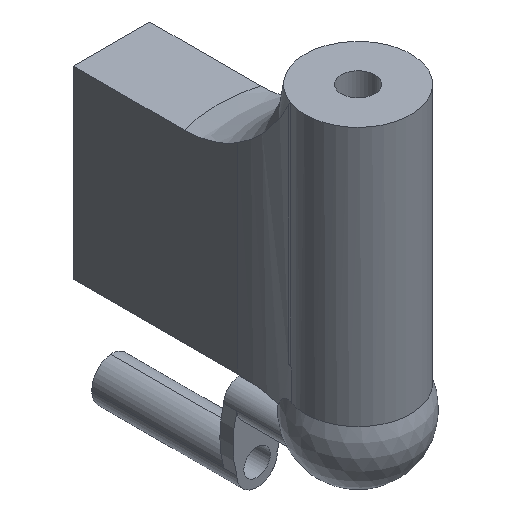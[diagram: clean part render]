
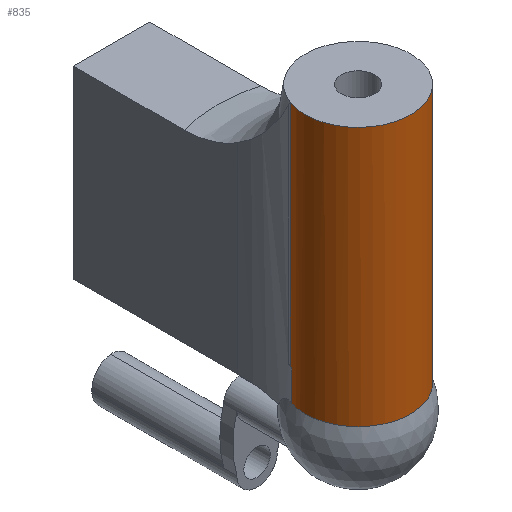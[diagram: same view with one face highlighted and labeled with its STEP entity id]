
A CAD part, isometric view. The second image highlights one B-rep face of the part: STEP entity #835.
In plain terms, the highlighted cylindrical face has radius 6 mm (diameter 12 mm), a partial arc.
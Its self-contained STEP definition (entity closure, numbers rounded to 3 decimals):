
#53=FACE_OUTER_BOUND('',#101,.T.);
#101=EDGE_LOOP('',(#590,#591,#592,#593,#594,#595,#596));
#148=CIRCLE('',#895,6.);
#157=CIRCLE('',#910,6.);
#158=CIRCLE('',#911,6.);
#159=CIRCLE('',#912,6.);
#217=LINE('',#1265,#276);
#218=LINE('',#1271,#277);
#228=LINE('',#1367,#287);
#276=VECTOR('',#990,10.);
#277=VECTOR('',#997,10.);
#287=VECTOR('',#1043,10.);
#338=VERTEX_POINT('',#1249);
#339=VERTEX_POINT('',#1264);
#340=VERTEX_POINT('',#1268);
#341=VERTEX_POINT('',#1270);
#357=VERTEX_POINT('',#1362);
#358=VERTEX_POINT('',#1364);
#359=VERTEX_POINT('',#1366);
#423=EDGE_CURVE('',#339,#338,#217,.T.);
#426=EDGE_CURVE('',#341,#340,#218,.T.);
#428=EDGE_CURVE('',#340,#339,#148,.T.);
#450=EDGE_CURVE('',#338,#357,#157,.T.);
#451=EDGE_CURVE('',#357,#358,#158,.T.);
#452=EDGE_CURVE('',#358,#359,#228,.T.);
#453=EDGE_CURVE('',#341,#359,#159,.T.);
#590=ORIENTED_EDGE('',*,*,#426,.T.);
#591=ORIENTED_EDGE('',*,*,#428,.T.);
#592=ORIENTED_EDGE('',*,*,#423,.T.);
#593=ORIENTED_EDGE('',*,*,#450,.T.);
#594=ORIENTED_EDGE('',*,*,#451,.T.);
#595=ORIENTED_EDGE('',*,*,#452,.T.);
#596=ORIENTED_EDGE('',*,*,#453,.F.);
#809=CYLINDRICAL_SURFACE('',#909,6.);
#835=ADVANCED_FACE('',(#53),#809,.T.);
#895=AXIS2_PLACEMENT_3D('',#1279,#1000,#1001);
#909=AXIS2_PLACEMENT_3D('',#1361,#1037,#1038);
#910=AXIS2_PLACEMENT_3D('',#1363,#1039,#1040);
#911=AXIS2_PLACEMENT_3D('',#1365,#1041,#1042);
#912=AXIS2_PLACEMENT_3D('',#1368,#1044,#1045);
#990=DIRECTION('',(0.,0.,-1.));
#997=DIRECTION('',(0.,0.,-1.));
#1000=DIRECTION('center_axis',(0.,0.,1.));
#1001=DIRECTION('ref_axis',(-1.,0.,0.));
#1037=DIRECTION('center_axis',(0.,0.,-1.));
#1038=DIRECTION('ref_axis',(-1.,0.,0.));
#1039=DIRECTION('center_axis',(0.,0.,1.));
#1040=DIRECTION('ref_axis',(-1.,0.,0.));
#1041=DIRECTION('center_axis',(0.,0.,1.));
#1042=DIRECTION('ref_axis',(-1.,0.,0.));
#1043=DIRECTION('',(0.,0.,1.));
#1044=DIRECTION('center_axis',(0.,0.,1.));
#1045=DIRECTION('ref_axis',(-1.,0.,0.));
#1249=CARTESIAN_POINT('',(-5.724,1.8,7.5));
#1264=CARTESIAN_POINT('',(-5.724,1.8,11.));
#1265=CARTESIAN_POINT('',(-5.724,1.8,17.));
#1268=CARTESIAN_POINT('',(-5.631,2.072,11.));
#1270=CARTESIAN_POINT('',(-5.631,2.072,37.));
#1271=CARTESIAN_POINT('',(-5.631,2.072,17.));
#1279=CARTESIAN_POINT('Origin',(0.,0.,11.));
#1361=CARTESIAN_POINT('Origin',(0.,0.,17.));
#1362=CARTESIAN_POINT('',(-6.,0.,7.5));
#1363=CARTESIAN_POINT('Origin',(0.,0.,7.5));
#1364=CARTESIAN_POINT('',(4.723,-3.7,7.5));
#1365=CARTESIAN_POINT('Origin',(0.,0.,7.5));
#1366=CARTESIAN_POINT('',(4.723,-3.7,37.));
#1367=CARTESIAN_POINT('',(4.723,-3.7,17.));
#1368=CARTESIAN_POINT('Origin',(0.,0.,37.));
